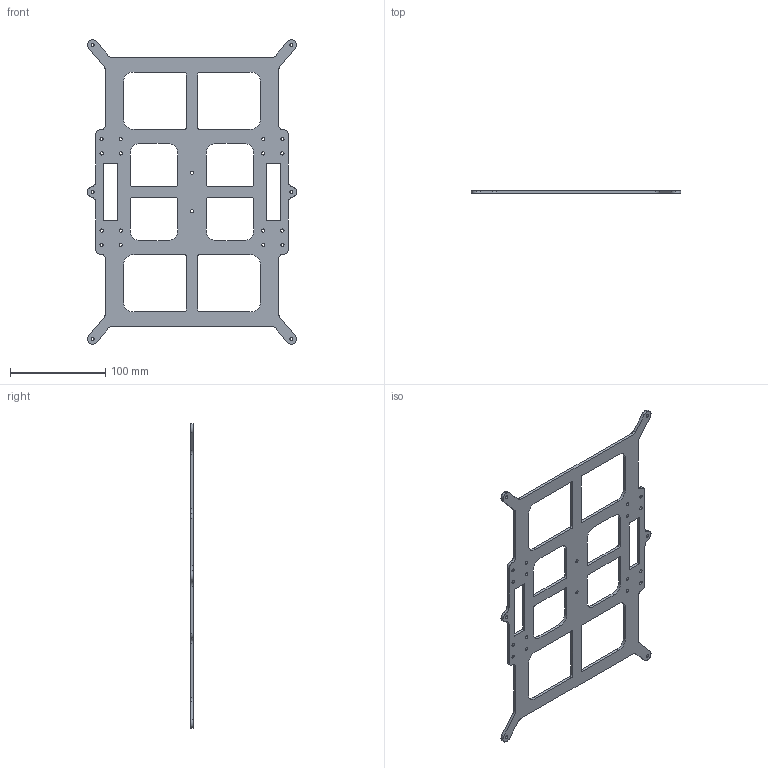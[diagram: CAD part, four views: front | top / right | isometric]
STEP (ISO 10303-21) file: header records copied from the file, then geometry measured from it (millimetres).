
FILE_DESCRIPTION (( 'STEP AP214' ), '1' );
FILE_NAME ('Bandeja 300V3.STEP', '2020-05-11T22:14:00', ( '' ), ( '' ), 'SwSTEP 2.0', 'SolidWorks 2019', '' );
FILE_SCHEMA (( 'AUTOMOTIVE_DESIGN' ));
Length unit declared in the file: millimetre
Products named in the file (1): Bandeja 300V3
Bounding box: 220 x 3 x 320 mm (x, y, z)
Volume: 86477.6 mm3; surface area: 67872.5 mm2
Topology: 1 solids, 1 shells, 168 faces, 498 edges, 332 vertices
Faces by surface type: cylinder 108, plane 60
Entity records: 5888 total; most frequent: DIRECTION 1052, CARTESIAN_POINT 999, ORIENTED_EDGE 996, EDGE_CURVE 498, AXIS2_PLACEMENT_3D 385, VERTEX_POINT 332, VECTOR 282, LINE 282
